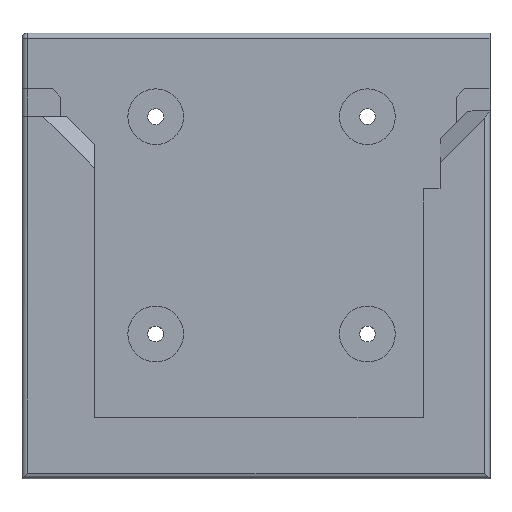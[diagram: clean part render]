
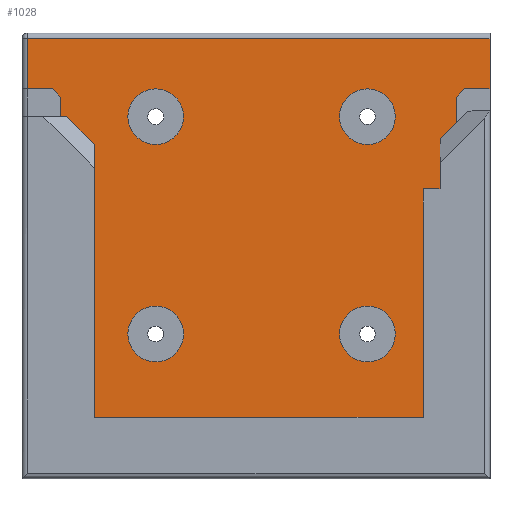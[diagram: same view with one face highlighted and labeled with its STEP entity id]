
A CAD part, top view. The second image highlights one B-rep face of the part: STEP entity #1028.
In plain terms, the highlighted planar face has unit normal (0, 0, 1).
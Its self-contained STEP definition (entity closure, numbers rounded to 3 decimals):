
#179=CARTESIAN_POINT('',(116.,21.,0.));
#180=VERTEX_POINT('',#179);
#187=CARTESIAN_POINT('',(45.,21.,0.));
#188=VERTEX_POINT('',#187);
#189=CARTESIAN_POINT('',(45.,21.,0.));
#190=DIRECTION('',(1.,0.,0.));
#191=VECTOR('',#190,71.);
#192=LINE('',#189,#191);
#193=EDGE_CURVE('',#188,#180,#192,.T.);
#474=CARTESIAN_POINT('',(122.,89.,0.));
#475=VERTEX_POINT('',#474);
#483=CARTESIAN_POINT('',(122.,80.,0.));
#484=VERTEX_POINT('',#483);
#485=CARTESIAN_POINT('',(122.,89.,0.));
#486=DIRECTION('',(0.,-1.,0.));
#487=VECTOR('',#486,9.);
#488=LINE('',#485,#487);
#489=EDGE_CURVE('',#475,#484,#488,.T.);
#803=CARTESIAN_POINT('',(45.,78.5,0.));
#804=VERTEX_POINT('',#803);
#805=CARTESIAN_POINT('',(45.,78.5,0.));
#806=DIRECTION('',(0.,-1.,0.));
#807=VECTOR('',#806,57.5);
#808=LINE('',#805,#807);
#809=EDGE_CURVE('',#804,#188,#808,.T.);
#837=CARTESIAN_POINT('',(43.5,80.,0.));
#838=VERTEX_POINT('',#837);
#845=CARTESIAN_POINT('',(39.,80.,0.));
#846=VERTEX_POINT('',#845);
#847=CARTESIAN_POINT('',(39.,80.,0.));
#848=DIRECTION('',(1.,0.,0.));
#849=VECTOR('',#848,4.5);
#850=LINE('',#847,#849);
#851=EDGE_CURVE('',#846,#838,#850,.T.);
#868=CARTESIAN_POINT('',(117.5,80.,0.));
#869=VERTEX_POINT('',#868);
#870=CARTESIAN_POINT('',(122.,80.,0.));
#871=DIRECTION('',(-1.,0.,0.));
#872=VECTOR('',#871,4.5);
#873=LINE('',#870,#872);
#874=EDGE_CURVE('',#484,#869,#873,.T.);
#907=CARTESIAN_POINT('',(116.,78.5,0.));
#908=VERTEX_POINT('',#907);
#915=CARTESIAN_POINT('',(116.,78.5,0.));
#916=DIRECTION('',(0.,-1.,0.));
#917=VECTOR('',#916,57.5);
#918=LINE('',#915,#917);
#919=EDGE_CURVE('',#908,#180,#918,.T.);
#945=CARTESIAN_POINT('',(0.,0.,0.));
#946=DIRECTION('',(0.,0.,1.));
#947=DIRECTION('',(1.,0.,0.));
#948=AXIS2_PLACEMENT_3D('',#945,#946,#947);
#949=PLANE('',#948);
#950=CARTESIAN_POINT('',(105.,75.,0.));
#951=VERTEX_POINT('',#950);
#952=CARTESIAN_POINT('',(100.,75.,0.));
#953=DIRECTION('',(0.,0.,1.));
#954=DIRECTION('',(1.,0.,-0.));
#955=AXIS2_PLACEMENT_3D('',#952,#953,#954);
#956=CIRCLE('',#955,5.);
#957=EDGE_CURVE('',#951,#951,#956,.T.);
#958=ORIENTED_EDGE('',*,*,#957,.F.);
#959=EDGE_LOOP('',(#958));
#960=FACE_BOUND('',#959,.T.);
#961=CARTESIAN_POINT('',(67.,36.,0.));
#962=VERTEX_POINT('',#961);
#963=CARTESIAN_POINT('',(62.,36.,0.));
#964=DIRECTION('',(0.,0.,1.));
#965=DIRECTION('',(1.,0.,-0.));
#966=AXIS2_PLACEMENT_3D('',#963,#964,#965);
#967=CIRCLE('',#966,5.);
#968=EDGE_CURVE('',#962,#962,#967,.T.);
#969=ORIENTED_EDGE('',*,*,#968,.F.);
#970=EDGE_LOOP('',(#969));
#971=FACE_BOUND('',#970,.T.);
#972=CARTESIAN_POINT('',(67.,75.,0.));
#973=VERTEX_POINT('',#972);
#974=CARTESIAN_POINT('',(62.,75.,0.));
#975=DIRECTION('',(0.,0.,1.));
#976=DIRECTION('',(1.,0.,-0.));
#977=AXIS2_PLACEMENT_3D('',#974,#975,#976);
#978=CIRCLE('',#977,5.);
#979=EDGE_CURVE('',#973,#973,#978,.T.);
#980=ORIENTED_EDGE('',*,*,#979,.F.);
#981=EDGE_LOOP('',(#980));
#982=FACE_BOUND('',#981,.T.);
#983=CARTESIAN_POINT('',(105.,36.,0.));
#984=VERTEX_POINT('',#983);
#985=CARTESIAN_POINT('',(100.,36.,0.));
#986=DIRECTION('',(0.,0.,1.));
#987=DIRECTION('',(1.,0.,-0.));
#988=AXIS2_PLACEMENT_3D('',#985,#986,#987);
#989=CIRCLE('',#988,5.);
#990=EDGE_CURVE('',#984,#984,#989,.T.);
#991=ORIENTED_EDGE('',*,*,#990,.F.);
#992=EDGE_LOOP('',(#991));
#993=FACE_BOUND('',#992,.T.);
#994=CARTESIAN_POINT('',(39.,89.,0.));
#995=VERTEX_POINT('',#994);
#996=CARTESIAN_POINT('',(122.,89.,0.));
#997=DIRECTION('',(-1.,-0.,0.));
#998=VECTOR('',#997,83.);
#999=LINE('',#996,#998);
#1000=EDGE_CURVE('',#475,#995,#999,.T.);
#1001=ORIENTED_EDGE('',*,*,#1000,.T.);
#1002=CARTESIAN_POINT('',(39.,89.,0.));
#1003=DIRECTION('',(0.,-1.,-0.));
#1004=VECTOR('',#1003,9.);
#1005=LINE('',#1002,#1004);
#1006=EDGE_CURVE('',#995,#846,#1005,.T.);
#1007=ORIENTED_EDGE('',*,*,#1006,.T.);
#1008=ORIENTED_EDGE('',*,*,#851,.T.);
#1009=CARTESIAN_POINT('',(43.5,80.,0.));
#1010=DIRECTION('',(0.707,-0.707,-0.));
#1011=VECTOR('',#1010,2.121);
#1012=LINE('',#1009,#1011);
#1013=EDGE_CURVE('',#838,#804,#1012,.T.);
#1014=ORIENTED_EDGE('',*,*,#1013,.T.);
#1015=ORIENTED_EDGE('',*,*,#809,.T.);
#1016=ORIENTED_EDGE('',*,*,#193,.T.);
#1017=ORIENTED_EDGE('',*,*,#919,.F.);
#1018=CARTESIAN_POINT('',(116.,78.5,0.));
#1019=DIRECTION('',(0.707,0.707,-0.));
#1020=VECTOR('',#1019,2.121);
#1021=LINE('',#1018,#1020);
#1022=EDGE_CURVE('',#908,#869,#1021,.T.);
#1023=ORIENTED_EDGE('',*,*,#1022,.T.);
#1024=ORIENTED_EDGE('',*,*,#874,.F.);
#1025=ORIENTED_EDGE('',*,*,#489,.F.);
#1026=EDGE_LOOP('',(#1001,#1007,#1008,#1014,#1015,#1016,#1017,#1023,#1024,#1025));
#1027=FACE_BOUND('',#1026,.T.);
#1028=ADVANCED_FACE('',(#960,#971,#982,#993,#1027),#949,.T.);
